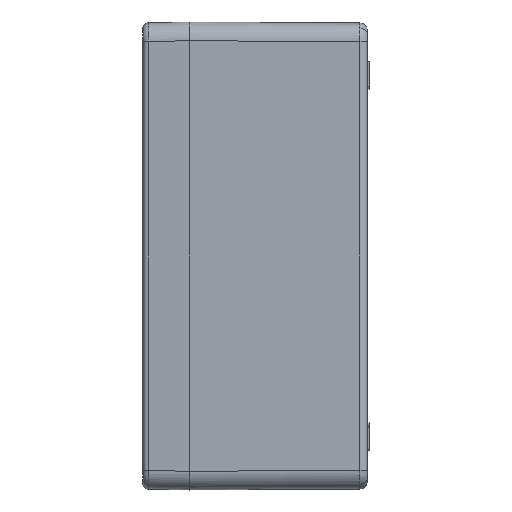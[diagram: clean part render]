
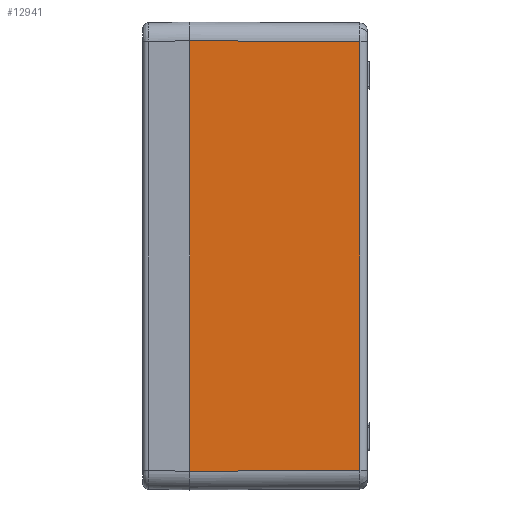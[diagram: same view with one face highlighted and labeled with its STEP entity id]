
A CAD part, left-side view. The second image highlights one B-rep face of the part: STEP entity #12941.
In plain terms, the highlighted planar face has unit normal (-1, -0.005, 0).
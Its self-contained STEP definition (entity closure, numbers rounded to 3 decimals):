
#1784=FACE_OUTER_BOUND('',#2730,.T.);
#2730=EDGE_LOOP('',(#10918,#10919,#10920,#10921));
#3652=LINE('',#25311,#4455);
#3701=LINE('',#25946,#4504);
#3702=LINE('',#25947,#4505);
#3703=LINE('',#25948,#4506);
#4455=VECTOR('',#17554,1000.);
#4504=VECTOR('',#17667,1000.);
#4505=VECTOR('',#17668,1000.);
#4506=VECTOR('',#17669,1000.);
#6136=VERTEX_POINT('',#24155);
#6293=VERTEX_POINT('',#25309);
#6294=VERTEX_POINT('',#25310);
#6340=VERTEX_POINT('',#25945);
#7886=EDGE_CURVE('',#6293,#6294,#3652,.T.);
#7963=EDGE_CURVE('',#6294,#6340,#3701,.T.);
#7964=EDGE_CURVE('',#6340,#6136,#3702,.T.);
#7965=EDGE_CURVE('',#6136,#6293,#3703,.T.);
#10918=ORIENTED_EDGE('',*,*,#7963,.T.);
#10919=ORIENTED_EDGE('',*,*,#7964,.T.);
#10920=ORIENTED_EDGE('',*,*,#7965,.T.);
#10921=ORIENTED_EDGE('',*,*,#7886,.T.);
#12320=PLANE('',#14356);
#12941=ADVANCED_FACE('',(#1784),#12320,.T.);
#14356=AXIS2_PLACEMENT_3D('',#25944,#17665,#17666);
#17554=DIRECTION('',(0.,0.,-1.));
#17665=DIRECTION('center_axis',(-1.,-0.005,
0.));
#17666=DIRECTION('ref_axis',(0.005,-1.,0.));
#17667=DIRECTION('',(0.005,-1.,0.005));
#17668=DIRECTION('',(0.,0.,1.));
#17669=DIRECTION('',(-0.005,1.,0.005));
#24155=CARTESIAN_POINT('',(-127.01,-91.521,114.51));
#25309=CARTESIAN_POINT('',(-127.487,-0.5,114.987));
#25310=CARTESIAN_POINT('',(-127.487,-0.5,-114.987));
#25311=CARTESIAN_POINT('',(-127.487,-0.5,-125.));
#25944=CARTESIAN_POINT('Origin',(-127.5,2.,-125.));
#25945=CARTESIAN_POINT('',(-127.01,-91.521,-114.51));
#25946=CARTESIAN_POINT('',(-127.5,2.052,-115.));
#25947=CARTESIAN_POINT('',(-127.01,-91.521,114.49));
#25948=CARTESIAN_POINT('',(-127.493,0.743,114.994));
